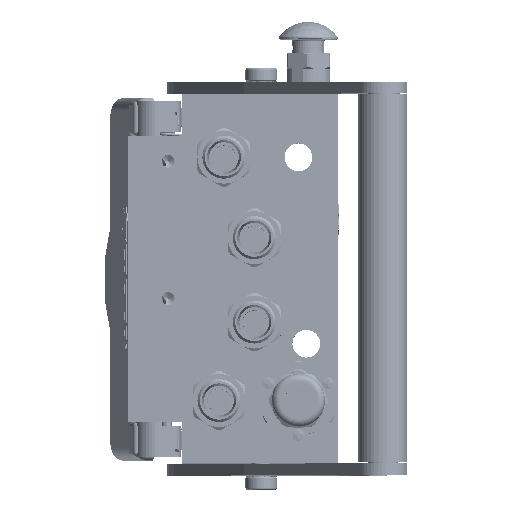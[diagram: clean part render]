
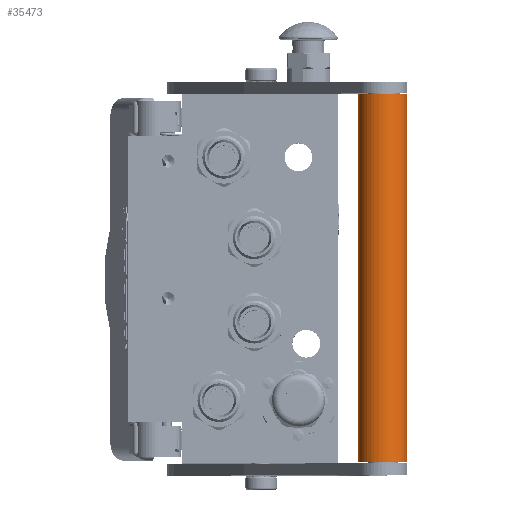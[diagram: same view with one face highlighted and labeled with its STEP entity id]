
A CAD part, top view. The second image highlights one B-rep face of the part: STEP entity #35473.
In plain terms, the highlighted cylindrical face has radius 12.5 mm (diameter 25 mm), a partial arc.
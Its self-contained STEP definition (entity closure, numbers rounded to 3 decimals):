
#3661 = ORIENTED_EDGE ( 'NONE', *, *, #37329, .T. ) ;
#6902 = DIRECTION ( 'NONE',  ( 0., 0., -1. ) ) ;
#7482 = DIRECTION ( 'NONE',  ( 1., 0., 0. ) ) ;
#9080 = EDGE_CURVE ( 'NONE', #70776, #144616, #125984, .T. ) ;
#25265 = CARTESIAN_POINT ( 'NONE',  ( 4.5, 0., -12.5 ) ) ;
#25830 = CARTESIAN_POINT ( 'NONE',  ( 4.5, 0., 0. ) ) ;
#29466 = EDGE_LOOP ( 'NONE', ( #72357, #80200, #106936, #3661 ) ) ;
#35473 = ADVANCED_FACE ( 'NONE', ( #144133 ), #56304, .T. ) ;
#36907 = LINE ( 'NONE', #107027, #143494 ) ;
#37329 = EDGE_CURVE ( 'NONE', #88836, #46436, #36907, .T. ) ;
#46436 = VERTEX_POINT ( 'NONE', #25265 ) ;
#56304 = CYLINDRICAL_SURFACE ( 'NONE', #74052, 12.5 ) ;
#65500 = DIRECTION ( 'NONE',  ( 1., 0., 0. ) ) ;
#66790 = CIRCLE ( 'NONE', #69415, 12.5 ) ;
#69415 = AXIS2_PLACEMENT_3D ( 'NONE', #87470, #7482, #6902 ) ;
#70776 = VERTEX_POINT ( 'NONE', #128556 ) ;
#72357 = ORIENTED_EDGE ( 'NONE', *, *, #139131, .T. ) ;
#73630 = CARTESIAN_POINT ( 'NONE',  ( 192., 0., -12.5 ) ) ;
#74052 = AXIS2_PLACEMENT_3D ( 'NONE', #107988, #162287, #83389 ) ;
#77774 = CIRCLE ( 'NONE', #107267, 12.5 ) ;
#80200 = ORIENTED_EDGE ( 'NONE', *, *, #9080, .F. ) ;
#83389 = DIRECTION ( 'NONE',  ( 0., 0., 1. ) ) ;
#87470 = CARTESIAN_POINT ( 'NONE',  ( 192., 0., 0. ) ) ;
#88836 = VERTEX_POINT ( 'NONE', #73630 ) ;
#93534 = DIRECTION ( 'NONE',  ( 0., 0., -1. ) ) ;
#96620 = VECTOR ( 'NONE', #132306, 1000. ) ;
#104307 = CARTESIAN_POINT ( 'NONE',  ( 192., 0., 12.5 ) ) ;
#106936 = ORIENTED_EDGE ( 'NONE', *, *, #172744, .F. ) ;
#107027 = CARTESIAN_POINT ( 'NONE',  ( 192., 0., -12.5 ) ) ;
#107267 = AXIS2_PLACEMENT_3D ( 'NONE', #25830, #65500, #93534 ) ;
#107988 = CARTESIAN_POINT ( 'NONE',  ( -9.825, 0., 0. ) ) ;
#121618 = DIRECTION ( 'NONE',  ( -1., 0., 0. ) ) ;
#125984 = LINE ( 'NONE', #104307, #96620 ) ;
#128556 = CARTESIAN_POINT ( 'NONE',  ( 192., 0., 12.5 ) ) ;
#132306 = DIRECTION ( 'NONE',  ( -1., 0., 0. ) ) ;
#139131 = EDGE_CURVE ( 'NONE', #46436, #144616, #77774, .T. ) ;
#143494 = VECTOR ( 'NONE', #121618, 1000. ) ;
#144133 = FACE_OUTER_BOUND ( 'NONE', #29466, .T. ) ;
#144616 = VERTEX_POINT ( 'NONE', #168930 ) ;
#162287 = DIRECTION ( 'NONE',  ( -1., 0., 0. ) ) ;
#168930 = CARTESIAN_POINT ( 'NONE',  ( 4.5, 0., 12.5 ) ) ;
#172744 = EDGE_CURVE ( 'NONE', #88836, #70776, #66790, .T. ) ;
